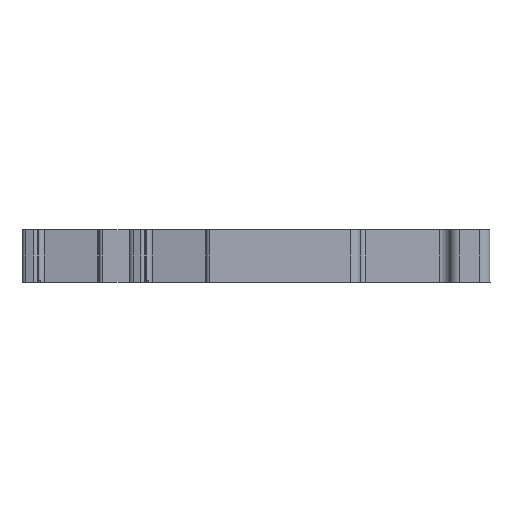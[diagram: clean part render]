
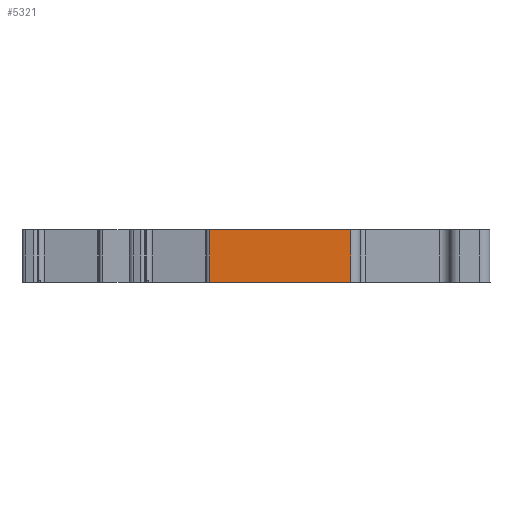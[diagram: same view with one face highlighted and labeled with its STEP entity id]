
A CAD part, left-side view. The second image highlights one B-rep face of the part: STEP entity #5321.
In plain terms, the highlighted planar face has unit normal (-1, 0, 0).
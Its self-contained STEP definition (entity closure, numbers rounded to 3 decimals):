
#1799=DIRECTION('',(0.,0.,1.));
#1800=VECTOR('',#1799,5.15);
#1801=CARTESIAN_POINT('',(-51.996,-0.19,-1.05));
#1802=LINE('',#1801,#1800);
#1803=DIRECTION('',(0.,1.,0.));
#1804=VECTOR('',#1803,13.76);
#1805=CARTESIAN_POINT('',(-51.996,-13.95,4.1));
#1806=LINE('',#1805,#1804);
#1807=DIRECTION('',(0.,-1.,0.));
#1808=VECTOR('',#1807,13.76);
#1809=CARTESIAN_POINT('',(-51.996,-0.19,-1.05));
#1810=LINE('',#1809,#1808);
#1811=DIRECTION('',(0.,0.,-1.));
#1812=VECTOR('',#1811,5.15);
#1813=CARTESIAN_POINT('',(-51.996,-13.95,4.1));
#1814=LINE('',#1813,#1812);
#2533=CARTESIAN_POINT('',(-51.996,-0.19,-1.05));
#2534=CARTESIAN_POINT('',(-51.996,-0.19,4.1));
#2535=VERTEX_POINT('',#2533);
#2536=VERTEX_POINT('',#2534);
#2537=CARTESIAN_POINT('',(-51.996,-13.95,-1.05));
#2538=VERTEX_POINT('',#2537);
#2539=CARTESIAN_POINT('',(-51.996,-13.95,4.1));
#2540=VERTEX_POINT('',#2539);
#5309=CARTESIAN_POINT('',(-51.996,-0.614,4.1));
#5310=DIRECTION('',(-1.,0.,0.));
#5311=DIRECTION('',(0.,0.,1.));
#5312=AXIS2_PLACEMENT_3D('',#5309,#5310,#5311);
#5313=PLANE('',#5312);
#5314=ORIENTED_EDGE('',*,*,#5304,.T.);
#5315=ORIENTED_EDGE('',*,*,#3319,.F.);
#5317=ORIENTED_EDGE('',*,*,#5316,.T.);
#5318=ORIENTED_EDGE('',*,*,#3658,.F.);
#5319=EDGE_LOOP('',(#5314,#5315,#5317,#5318));
#5320=FACE_OUTER_BOUND('',#5319,.F.);
#3319=EDGE_CURVE('',#2540,#2536,#1806,.T.);
#3658=EDGE_CURVE('',#2535,#2538,#1810,.T.);
#5304=EDGE_CURVE('',#2535,#2536,#1802,.T.);
#5316=EDGE_CURVE('',#2540,#2538,#1814,.T.);
#5321=ADVANCED_FACE('',(#5320),#5313,.T.);
